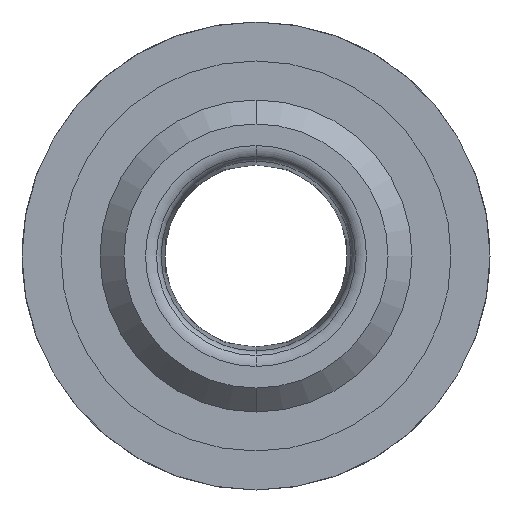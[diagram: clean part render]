
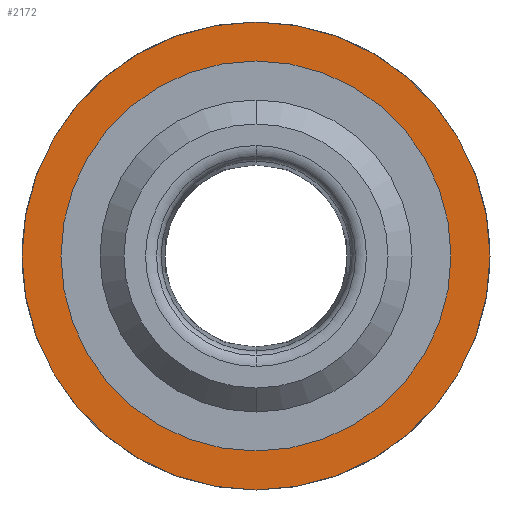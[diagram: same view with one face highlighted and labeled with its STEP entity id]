
A CAD part, front view. The second image highlights one B-rep face of the part: STEP entity #2172.
In plain terms, the highlighted planar face has unit normal (0, -1, 0).
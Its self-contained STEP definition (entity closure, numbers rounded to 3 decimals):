
#105=CARTESIAN_POINT('',(0.,9.5,0.));
#106=DIRECTION('',(0.,-1.,0.));
#107=DIRECTION('',(0.,0.,-1.));
#108=AXIS2_PLACEMENT_3D('',#105,#106,#107);
#110=CARTESIAN_POINT('',(0.,9.5,0.));
#111=DIRECTION('',(0.,-1.,0.));
#112=DIRECTION('',(0.,0.,1.));
#113=AXIS2_PLACEMENT_3D('',#110,#111,#112);
#115=CARTESIAN_POINT('',(0.,9.5,0.));
#116=DIRECTION('',(0.,1.,0.));
#117=DIRECTION('',(0.,0.,-1.));
#118=AXIS2_PLACEMENT_3D('',#115,#116,#117);
#120=CARTESIAN_POINT('',(0.,9.5,0.));
#121=DIRECTION('',(0.,1.,0.));
#122=DIRECTION('',(0.,0.,1.));
#123=AXIS2_PLACEMENT_3D('',#120,#121,#122);
#1995=CARTESIAN_POINT('',(0.,9.5,-9.));
#1997=VERTEX_POINT('',#1995);
#1999=CARTESIAN_POINT('',(0.,9.5,9.));
#2001=VERTEX_POINT('',#1999);
#2032=CARTESIAN_POINT('',(0.,9.5,-7.5));
#2034=VERTEX_POINT('',#2032);
#2036=CARTESIAN_POINT('',(0.,9.5,7.5));
#2038=VERTEX_POINT('',#2036);
#2156=CARTESIAN_POINT('',(7.5,9.5,0.));
#2157=DIRECTION('',(0.,-1.,0.));
#2158=DIRECTION('',(0.,0.,-1.));
#2159=AXIS2_PLACEMENT_3D('',#2156,#2157,#2158);
#2160=PLANE('',#2159);
#2162=ORIENTED_EDGE('',*,*,#2161,.F.);
#2163=ORIENTED_EDGE('',*,*,#2122,.F.);
#2164=EDGE_LOOP('',(#2162,#2163));
#2165=FACE_OUTER_BOUND('',#2164,.F.);
#2167=ORIENTED_EDGE('',*,*,#2166,.F.);
#2169=ORIENTED_EDGE('',*,*,#2168,.F.);
#2170=EDGE_LOOP('',(#2167,#2169));
#2171=FACE_BOUND('',#2170,.F.);
#2172=ADVANCED_FACE('',(#2165,#2171),#2160,.T.);
#109=CIRCLE('',#108,9.);
#114=CIRCLE('',#113,9.);
#119=CIRCLE('',#118,7.5);
#124=CIRCLE('',#123,7.5);
#2122=EDGE_CURVE('',#2001,#1997,#114,.T.);
#2161=EDGE_CURVE('',#1997,#2001,#109,.T.);
#2166=EDGE_CURVE('',#2034,#2038,#119,.T.);
#2168=EDGE_CURVE('',#2038,#2034,#124,.T.);
